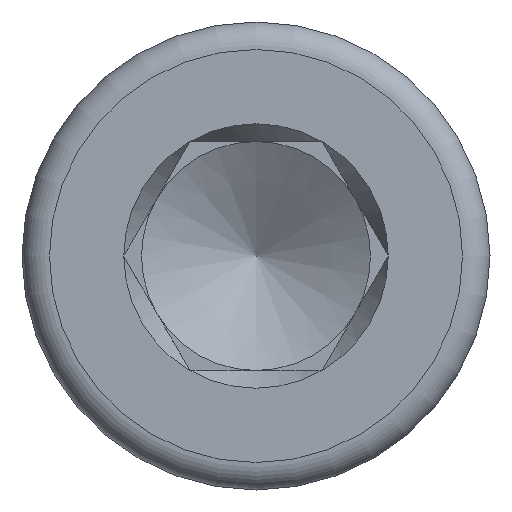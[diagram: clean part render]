
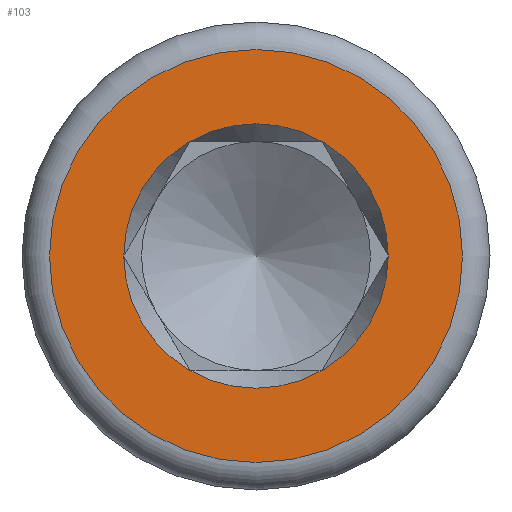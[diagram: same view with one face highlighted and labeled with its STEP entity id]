
A CAD part, left-side view. The second image highlights one B-rep face of the part: STEP entity #103.
In plain terms, the highlighted planar face has unit normal (-1, 0, 0).
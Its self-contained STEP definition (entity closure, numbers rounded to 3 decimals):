
#103 = ADVANCED_FACE( '', ( #250, #251 ), #252, .F. );
#250 = FACE_OUTER_BOUND( '', #448, .T. );
#251 = FACE_BOUND( '', #449, .T. );
#252 = PLANE( '', #450 );
#448 = EDGE_LOOP( '', ( #690 ) );
#449 = EDGE_LOOP( '', ( #691, #692, #693, #694, #695, #696 ) );
#450 = AXIS2_PLACEMENT_3D( '', #697, #698, #699 );
#690 = ORIENTED_EDGE( '', *, *, #1138, .F. );
#691 = ORIENTED_EDGE( '', *, *, #1139, .T. );
#692 = ORIENTED_EDGE( '', *, *, #1140, .T. );
#693 = ORIENTED_EDGE( '', *, *, #1141, .T. );
#694 = ORIENTED_EDGE( '', *, *, #1142, .T. );
#695 = ORIENTED_EDGE( '', *, *, #1143, .T. );
#696 = ORIENTED_EDGE( '', *, *, #1144, .T. );
#697 = CARTESIAN_POINT( '', ( -6., 0., -2.887 ) );
#698 = DIRECTION( '', ( 1., 0., 0. ) );
#699 = DIRECTION( '', ( 0., 0., -1. ) );
#1138 = EDGE_CURVE( '', #1349, #1349, #1350, .T. );
#1139 = EDGE_CURVE( '', #1351, #1352, #1353, .T. );
#1140 = EDGE_CURVE( '', #1352, #1281, #1354, .T. );
#1141 = EDGE_CURVE( '', #1281, #1279, #1355, .T. );
#1142 = EDGE_CURVE( '', #1279, #1345, #1356, .T. );
#1143 = EDGE_CURVE( '', #1345, #1357, #1358, .T. );
#1144 = EDGE_CURVE( '', #1357, #1351, #1359, .T. );
#1279 = VERTEX_POINT( '', #1542 );
#1281 = VERTEX_POINT( '', #1545 );
#1345 = VERTEX_POINT( '', #1640 );
#1349 = VERTEX_POINT( '', #1656 );
#1350 = CIRCLE( '', #1657, 4.51 );
#1351 = VERTEX_POINT( '', #1658 );
#1352 = VERTEX_POINT( '', #1659 );
#1353 = CIRCLE( '', #1660, 2.887 );
#1354 = CIRCLE( '', #1661, 2.887 );
#1355 = CIRCLE( '', #1662, 2.887 );
#1356 = CIRCLE( '', #1663, 2.887 );
#1357 = VERTEX_POINT( '', #1664 );
#1358 = CIRCLE( '', #1665, 2.887 );
#1359 = CIRCLE( '', #1666, 2.887 );
#1542 = CARTESIAN_POINT( '', ( -6., 2.887, 0. ) );
#1545 = CARTESIAN_POINT( '', ( -6., 1.443, -2.5 ) );
#1640 = CARTESIAN_POINT( '', ( -6., 1.443, 2.5 ) );
#1656 = CARTESIAN_POINT( '', ( -6., 0., -4.51 ) );
#1657 = AXIS2_PLACEMENT_3D( '', #1999, #2000, #2001 );
#1658 = CARTESIAN_POINT( '', ( -6., -2.887, 0. ) );
#1659 = CARTESIAN_POINT( '', ( -6., -1.443, -2.5 ) );
#1660 = AXIS2_PLACEMENT_3D( '', #2002, #2003, #2004 );
#1661 = AXIS2_PLACEMENT_3D( '', #2005, #2006, #2007 );
#1662 = AXIS2_PLACEMENT_3D( '', #2008, #2009, #2010 );
#1663 = AXIS2_PLACEMENT_3D( '', #2011, #2012, #2013 );
#1664 = CARTESIAN_POINT( '', ( -6., -1.443, 2.5 ) );
#1665 = AXIS2_PLACEMENT_3D( '', #2014, #2015, #2016 );
#1666 = AXIS2_PLACEMENT_3D( '', #2017, #2018, #2019 );
#1999 = CARTESIAN_POINT( '', ( -6., 0., 0. ) );
#2000 = DIRECTION( '', ( 1., 0., 0. ) );
#2001 = DIRECTION( '', ( 0., 0., -1. ) );
#2002 = CARTESIAN_POINT( '', ( -6., 0., 0. ) );
#2003 = DIRECTION( '', ( 1., 0., 0. ) );
#2004 = DIRECTION( '', ( 0., 0., -1. ) );
#2005 = CARTESIAN_POINT( '', ( -6., 0., 0. ) );
#2006 = DIRECTION( '', ( 1., 0., 0. ) );
#2007 = DIRECTION( '', ( 0., 0., -1. ) );
#2008 = CARTESIAN_POINT( '', ( -6., 0., 0. ) );
#2009 = DIRECTION( '', ( 1., 0., 0. ) );
#2010 = DIRECTION( '', ( 0., 0., -1. ) );
#2011 = CARTESIAN_POINT( '', ( -6., 0., 0. ) );
#2012 = DIRECTION( '', ( 1., 0., 0. ) );
#2013 = DIRECTION( '', ( 0., 0., -1. ) );
#2014 = CARTESIAN_POINT( '', ( -6., 0., 0. ) );
#2015 = DIRECTION( '', ( 1., 0., 0. ) );
#2016 = DIRECTION( '', ( 0., 0., -1. ) );
#2017 = CARTESIAN_POINT( '', ( -6., 0., 0. ) );
#2018 = DIRECTION( '', ( 1., 0., 0. ) );
#2019 = DIRECTION( '', ( 0., 0., -1. ) );
